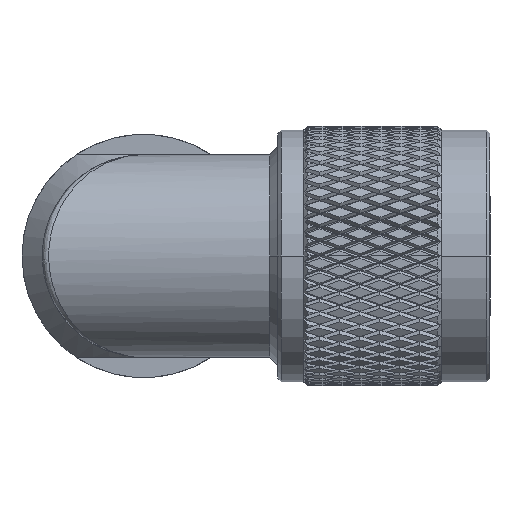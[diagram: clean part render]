
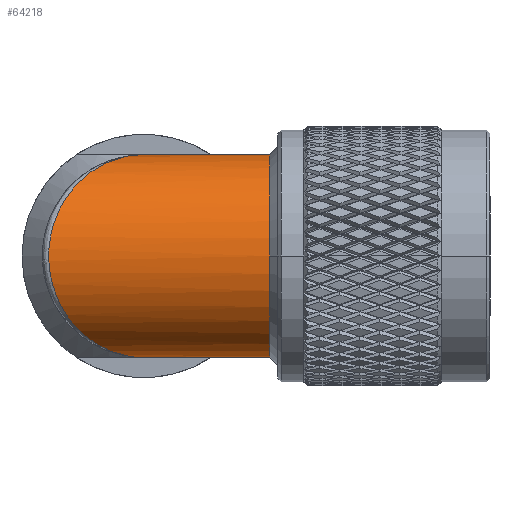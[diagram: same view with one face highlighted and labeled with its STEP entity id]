
A CAD part, left-side view. The second image highlights one B-rep face of the part: STEP entity #64218.
In plain terms, the highlighted cylindrical face has radius 7.938 mm (diameter 15.875 mm), a partial arc.
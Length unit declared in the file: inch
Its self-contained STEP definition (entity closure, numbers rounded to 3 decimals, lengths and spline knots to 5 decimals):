
#1597 = CARTESIAN_POINT ( 'NONE',  ( 0., 1.0675, 0.3125 ) ) ;
#2238 = VERTEX_POINT ( 'NONE', #71536 ) ;
#2604 = AXIS2_PLACEMENT_3D ( 'NONE', #74173, #27639, #39891 ) ;
#5904 = CARTESIAN_POINT ( 'NONE',  ( 0., 0., -0.3125 ) ) ;
#6319 = DIRECTION ( 'NONE',  ( 1., 0., 0. ) ) ;
#9711 = CYLINDRICAL_SURFACE ( 'NONE', #2604, 0.3125 ) ;
#10469 = CARTESIAN_POINT ( 'NONE',  ( 0., 0.67876, 0. ) ) ;
#15230 = CARTESIAN_POINT ( 'NONE',  ( -0.625, 1.6525, -0.3125 ) ) ;
#18165 = DIRECTION ( 'NONE',  ( 1., 0., 0. ) ) ;
#18758 = CARTESIAN_POINT ( 'NONE',  ( 0., 0.67876, 0. ) ) ;
#20812 = DIRECTION ( 'NONE',  ( 0., 1., 0. ) ) ;
#21437 = CIRCLE ( 'NONE', #25554, 0.3125 ) ;
#25554 = AXIS2_PLACEMENT_3D ( 'NONE', #18758, #72957, #6319 ) ;
#27639 = DIRECTION ( 'NONE',  ( 0., 1., 0. ) ) ;
#30382 = VECTOR ( 'NONE', #20812, 39.37008 ) ;
#31869 = LINE ( 'NONE', #5904, #73194 ) ;
#32907 = DIRECTION ( 'NONE',  ( 0., 1., 0. ) ) ;
#34084 = EDGE_LOOP ( 'NONE', ( #66389, #56923, #48001, #66235, #74832 ) ) ;
#35655 = CIRCLE ( 'NONE', #44777, 0.3125 ) ;
#39891 = DIRECTION ( 'NONE',  ( 0., 0., 1. ) ) ;
#42167 = CARTESIAN_POINT ( 'NONE',  ( -0.625, 1.6525, 0.3125 ) ) ;
#44322 = CARTESIAN_POINT ( 'NONE',  ( 0., 1.0675, 0.3125 ) ) ;
#44777 = AXIS2_PLACEMENT_3D ( 'NONE', #10469, #71778, #18165 ) ;
#46988 = CARTESIAN_POINT ( 'NONE',  ( 0., 0.67876, 0.3125 ) ) ;
#48001 = ORIENTED_EDGE ( 'NONE', *, *, #80409, .F. ) ;
#48972 = FACE_OUTER_BOUND ( 'NONE', #34084, .T. ) ;
#50763 = CARTESIAN_POINT ( 'NONE',  ( 0., 0.67876, -0.3125 ) ) ;
#56613 = CARTESIAN_POINT ( 'NONE',  ( -0.3125, 0.67876, 0. ) ) ;
#56683 = CARTESIAN_POINT ( 'NONE',  ( 0., 1.0675, -0.3125 ) ) ;
#56923 = ORIENTED_EDGE ( 'NONE', *, *, #70896, .F. ) ;
#62786 =( BOUNDED_CURVE ( )  B_SPLINE_CURVE ( 3, ( #1597, #42167, #15230, #56683 ),
 .UNSPECIFIED., .F., .T. ) 
 B_SPLINE_CURVE_WITH_KNOTS ( ( 4, 4 ),
 ( 4.71239, 7.85398 ),
 .UNSPECIFIED. ) 
 CURVE ( )  GEOMETRIC_REPRESENTATION_ITEM ( )  RATIONAL_B_SPLINE_CURVE ( ( 1., 0.333, 0.333, 1. ) ) 
 REPRESENTATION_ITEM ( '' )  );
#62863 = VERTEX_POINT ( 'NONE', #44322 ) ;
#63208 = LINE ( 'NONE', #82762, #30382 ) ;
#64218 = ADVANCED_FACE ( 'NONE', ( #48972 ), #9711, .T. ) ;
#66235 = ORIENTED_EDGE ( 'NONE', *, *, #87179, .T. ) ;
#66389 = ORIENTED_EDGE ( 'NONE', *, *, #82757, .F. ) ;
#70896 = EDGE_CURVE ( 'NONE', #79999, #86202, #21437, .T. ) ;
#71536 = CARTESIAN_POINT ( 'NONE',  ( 0., 1.0675, -0.3125 ) ) ;
#71778 = DIRECTION ( 'NONE',  ( 0., -1., 0. ) ) ;
#72957 = DIRECTION ( 'NONE',  ( 0., -1., 0. ) ) ;
#73194 = VECTOR ( 'NONE', #32907, 39.37008 ) ;
#73311 = VERTEX_POINT ( 'NONE', #46988 ) ;
#74173 = CARTESIAN_POINT ( 'NONE',  ( 0., 0., 0. ) ) ;
#74832 = ORIENTED_EDGE ( 'NONE', *, *, #83225, .T. ) ;
#79999 = VERTEX_POINT ( 'NONE', #56613 ) ;
#80409 = EDGE_CURVE ( 'NONE', #73311, #79999, #35655, .T. ) ;
#82757 = EDGE_CURVE ( 'NONE', #86202, #2238, #31869, .T. ) ;
#82762 = CARTESIAN_POINT ( 'NONE',  ( 0., 0., 0.3125 ) ) ;
#83225 = EDGE_CURVE ( 'NONE', #62863, #2238, #62786, .T. ) ;
#86202 = VERTEX_POINT ( 'NONE', #50763 ) ;
#87179 = EDGE_CURVE ( 'NONE', #73311, #62863, #63208, .T. ) ;
